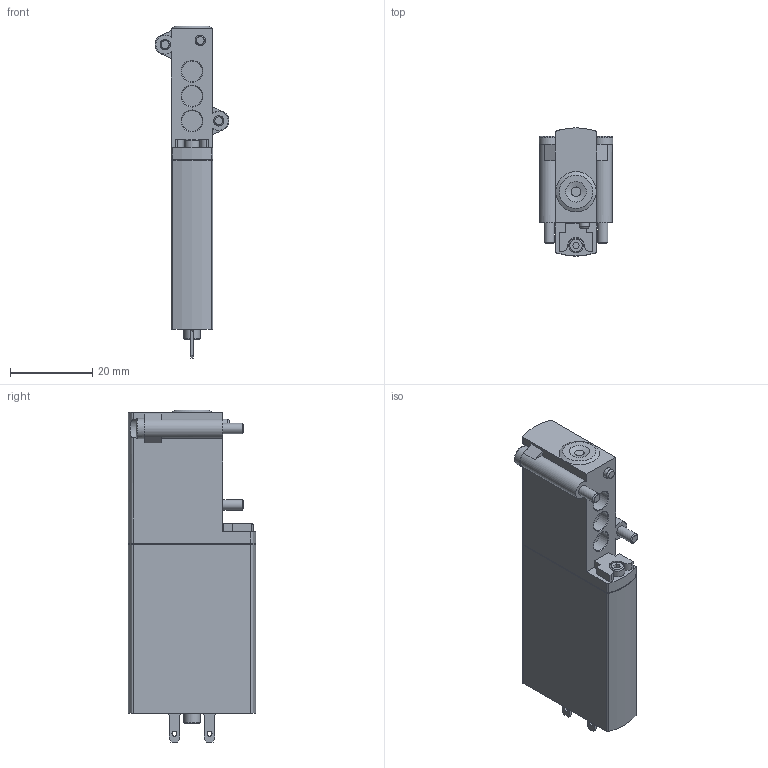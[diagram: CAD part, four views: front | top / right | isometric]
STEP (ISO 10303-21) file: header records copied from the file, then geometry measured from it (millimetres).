
FILE_DESCRIPTION(/* description */ ('STEP AP214'),/* implementation_level */ '2;1');
FILE_NAME(/* name */ '196119_MHA2-MS1H-3_2G-2',/* time_stamp */ '2024-09-05T12:17:33+02:00',/* author */ ('License CC BY-ND 4.0'),/* organization */ ('CADENAS'),/* preprocessor_version */ 'ST-DEVELOPER v19.3',/* originating_system */ 'PARTsolutions',/* authorisation */ ' ');
FILE_SCHEMA (('AUTOMOTIVE_DESIGN {1 0 10303 214 3 1 1}'));
Length unit declared in the file: millimetre
Products named in the file (1): 196119 MHA2-MS1H-3/2G-2
Bounding box: 17.9 x 31 x 80.5 mm (x, y, z)
Volume: 20629.3 mm3; surface area: 6832.8 mm2
Topology: 1 solids, 1 shells, 149 faces, 370 edges, 242 vertices
Faces by surface type: plane 100, cylinder 36, cone 10, torus 3
Full cylindrical faces by diameter (mm): 1.2 x2, 1.567 x1, 2.5 x3, 3.6 x1, 4 x1, 4.9 x2, 5 x3
Entity records: 5326 total; most frequent: CARTESIAN_POINT 750, DIRECTION 722, ORIENTED_EDGE 682, EDGE_CURVE 341, LINE 248, VECTOR 248, VERTEX_POINT 239, AXIS2_PLACEMENT_3D 237
